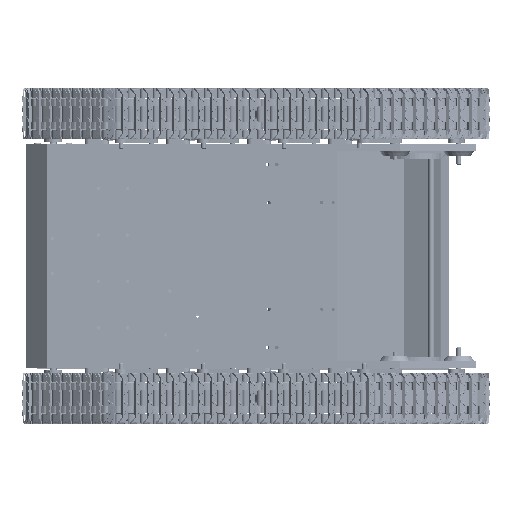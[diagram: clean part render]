
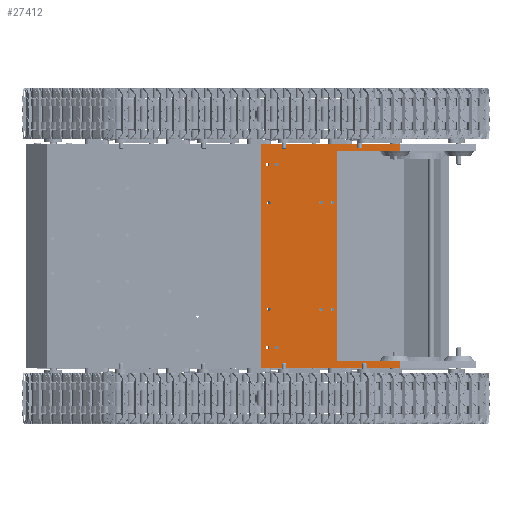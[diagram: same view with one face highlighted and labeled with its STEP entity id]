
A CAD part, front view. The second image highlights one B-rep face of the part: STEP entity #27412.
In plain terms, the highlighted planar face has unit normal (0, -1, 0).
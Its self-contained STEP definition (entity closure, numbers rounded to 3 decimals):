
#2183=FACE_BOUND('',#5809,.T.);
#2184=FACE_BOUND('',#5810,.T.);
#2185=FACE_BOUND('',#5811,.T.);
#2186=FACE_BOUND('',#5812,.T.);
#2187=FACE_BOUND('',#5813,.T.);
#2188=FACE_BOUND('',#5814,.T.);
#2189=FACE_BOUND('',#5815,.T.);
#2190=FACE_BOUND('',#5816,.T.);
#2191=FACE_BOUND('',#5817,.T.);
#2192=FACE_BOUND('',#5818,.T.);
#2988=PLANE('',#30277);
#4097=FACE_OUTER_BOUND('',#5808,.T.);
#5808=EDGE_LOOP('',(#22325,#22326,#22327,#22328,#22329,#22330,#22331,#22332));
#5809=EDGE_LOOP('',(#22333));
#5810=EDGE_LOOP('',(#22334));
#5811=EDGE_LOOP('',(#22335));
#5812=EDGE_LOOP('',(#22336));
#5813=EDGE_LOOP('',(#22337));
#5814=EDGE_LOOP('',(#22338));
#5815=EDGE_LOOP('',(#22339));
#5816=EDGE_LOOP('',(#22340));
#5817=EDGE_LOOP('',(#22341));
#5818=EDGE_LOOP('',(#22342));
#8057=LINE('',#46480,#10150);
#8058=LINE('',#46482,#10151);
#8059=LINE('',#46484,#10152);
#8060=LINE('',#46486,#10153);
#8061=LINE('',#46488,#10154);
#8062=LINE('',#46490,#10155);
#8063=LINE('',#46492,#10156);
#8064=LINE('',#46493,#10157);
#10150=VECTOR('',#36354,1000.);
#10151=VECTOR('',#36355,1000.);
#10152=VECTOR('',#36356,1000.);
#10153=VECTOR('',#36357,1000.);
#10154=VECTOR('',#36358,1000.);
#10155=VECTOR('',#36359,1000.);
#10156=VECTOR('',#36360,1000.);
#10157=VECTOR('',#36361,1000.);
#11770=CIRCLE('',#30126,1.55);
#11772=CIRCLE('',#30129,1.55);
#11774=CIRCLE('',#30132,1.55);
#11776=CIRCLE('',#30135,1.55);
#11778=CIRCLE('',#30138,1.55);
#11780=CIRCLE('',#30141,1.55);
#11782=CIRCLE('',#30144,1.55);
#11784=CIRCLE('',#30147,1.55);
#11786=CIRCLE('',#30150,1.55);
#11788=CIRCLE('',#30153,1.55);
#13742=VERTEX_POINT('',#46166);
#13744=VERTEX_POINT('',#46172);
#13746=VERTEX_POINT('',#46178);
#13748=VERTEX_POINT('',#46184);
#13750=VERTEX_POINT('',#46190);
#13752=VERTEX_POINT('',#46196);
#13754=VERTEX_POINT('',#46202);
#13756=VERTEX_POINT('',#46208);
#13758=VERTEX_POINT('',#46214);
#13760=VERTEX_POINT('',#46220);
#13846=VERTEX_POINT('',#46478);
#13847=VERTEX_POINT('',#46479);
#13848=VERTEX_POINT('',#46481);
#13849=VERTEX_POINT('',#46483);
#13850=VERTEX_POINT('',#46485);
#13851=VERTEX_POINT('',#46487);
#13852=VERTEX_POINT('',#46489);
#13853=VERTEX_POINT('',#46491);
#16707=EDGE_CURVE('',#13742,#13742,#11770,.T.);
#16710=EDGE_CURVE('',#13744,#13744,#11772,.T.);
#16713=EDGE_CURVE('',#13746,#13746,#11774,.T.);
#16716=EDGE_CURVE('',#13748,#13748,#11776,.T.);
#16719=EDGE_CURVE('',#13750,#13750,#11778,.T.);
#16722=EDGE_CURVE('',#13752,#13752,#11780,.T.);
#16725=EDGE_CURVE('',#13754,#13754,#11782,.T.);
#16728=EDGE_CURVE('',#13756,#13756,#11784,.T.);
#16731=EDGE_CURVE('',#13758,#13758,#11786,.T.);
#16734=EDGE_CURVE('',#13760,#13760,#11788,.T.);
#16861=EDGE_CURVE('',#13846,#13847,#8057,.T.);
#16862=EDGE_CURVE('',#13847,#13848,#8058,.T.);
#16863=EDGE_CURVE('',#13848,#13849,#8059,.T.);
#16864=EDGE_CURVE('',#13850,#13849,#8060,.T.);
#16865=EDGE_CURVE('',#13850,#13851,#8061,.T.);
#16866=EDGE_CURVE('',#13851,#13852,#8062,.T.);
#16867=EDGE_CURVE('',#13852,#13853,#8063,.T.);
#16868=EDGE_CURVE('',#13853,#13846,#8064,.T.);
#22325=ORIENTED_EDGE('',*,*,#16861,.T.);
#22326=ORIENTED_EDGE('',*,*,#16862,.T.);
#22327=ORIENTED_EDGE('',*,*,#16863,.T.);
#22328=ORIENTED_EDGE('',*,*,#16864,.F.);
#22329=ORIENTED_EDGE('',*,*,#16865,.T.);
#22330=ORIENTED_EDGE('',*,*,#16866,.T.);
#22331=ORIENTED_EDGE('',*,*,#16867,.T.);
#22332=ORIENTED_EDGE('',*,*,#16868,.T.);
#22333=ORIENTED_EDGE('',*,*,#16707,.T.);
#22334=ORIENTED_EDGE('',*,*,#16710,.T.);
#22335=ORIENTED_EDGE('',*,*,#16713,.T.);
#22336=ORIENTED_EDGE('',*,*,#16716,.T.);
#22337=ORIENTED_EDGE('',*,*,#16719,.T.);
#22338=ORIENTED_EDGE('',*,*,#16722,.T.);
#22339=ORIENTED_EDGE('',*,*,#16725,.T.);
#22340=ORIENTED_EDGE('',*,*,#16728,.T.);
#22341=ORIENTED_EDGE('',*,*,#16731,.T.);
#22342=ORIENTED_EDGE('',*,*,#16734,.T.);
#27412=ADVANCED_FACE('',(#4097,#2183,#2184,#2185,#2186,#2187,#2188,#2189,
#2190,#2191,#2192),#2988,.T.);
#30126=AXIS2_PLACEMENT_3D('',#46167,#36000,#36001);
#30129=AXIS2_PLACEMENT_3D('',#46173,#36007,#36008);
#30132=AXIS2_PLACEMENT_3D('',#46179,#36014,#36015);
#30135=AXIS2_PLACEMENT_3D('',#46185,#36021,#36022);
#30138=AXIS2_PLACEMENT_3D('',#46191,#36028,#36029);
#30141=AXIS2_PLACEMENT_3D('',#46197,#36035,#36036);
#30144=AXIS2_PLACEMENT_3D('',#46203,#36042,#36043);
#30147=AXIS2_PLACEMENT_3D('',#46209,#36049,#36050);
#30150=AXIS2_PLACEMENT_3D('',#46215,#36056,#36057);
#30153=AXIS2_PLACEMENT_3D('',#46221,#36063,#36064);
#30277=AXIS2_PLACEMENT_3D('',#46477,#36352,#36353);
#36000=DIRECTION('center_axis',(0.,1.,0.));
#36001=DIRECTION('ref_axis',(0.,0.,-1.));
#36007=DIRECTION('center_axis',(0.,1.,0.));
#36008=DIRECTION('ref_axis',(0.,0.,-1.));
#36014=DIRECTION('center_axis',(0.,1.,0.));
#36015=DIRECTION('ref_axis',(0.,0.,-1.));
#36021=DIRECTION('center_axis',(0.,1.,0.));
#36022=DIRECTION('ref_axis',(0.,0.,1.));
#36028=DIRECTION('center_axis',(0.,1.,0.));
#36029=DIRECTION('ref_axis',(0.,0.,1.));
#36035=DIRECTION('center_axis',(0.,1.,0.));
#36036=DIRECTION('ref_axis',(0.,0.,1.));
#36042=DIRECTION('center_axis',(0.,1.,0.));
#36043=DIRECTION('ref_axis',(0.,0.,-1.));
#36049=DIRECTION('center_axis',(0.,1.,0.));
#36050=DIRECTION('ref_axis',(0.,0.,-1.));
#36056=DIRECTION('center_axis',(0.,1.,0.));
#36057=DIRECTION('ref_axis',(0.,0.,1.));
#36063=DIRECTION('center_axis',(0.,1.,0.));
#36064=DIRECTION('ref_axis',(0.,0.,1.));
#36352=DIRECTION('center_axis',(0.,-1.,0.));
#36353=DIRECTION('ref_axis',(0.,0.,-1.));
#36354=DIRECTION('',(0.,0.,1.));
#36355=DIRECTION('',(1.,0.,0.));
#36356=DIRECTION('',(0.,0.,1.));
#36357=DIRECTION('',(1.,0.,0.));
#36358=DIRECTION('',(0.,0.,-1.));
#36359=DIRECTION('',(1.,0.,0.));
#36360=DIRECTION('',(0.,0.,1.));
#36361=DIRECTION('',(-1.,0.,0.));
#46166=CARTESIAN_POINT('',(-53.657,-17.,-46.55));
#46167=CARTESIAN_POINT('Origin',(-53.657,-17.,-45.));
#46172=CARTESIAN_POINT('',(-108.657,-17.,-46.55));
#46173=CARTESIAN_POINT('Origin',(-108.657,-17.,-45.));
#46178=CARTESIAN_POINT('',(-63.657,-17.,-46.55));
#46179=CARTESIAN_POINT('Origin',(-63.657,-17.,-45.));
#46184=CARTESIAN_POINT('',(-63.657,-17.,-138.55));
#46185=CARTESIAN_POINT('Origin',(-63.657,-17.,-137.));
#46190=CARTESIAN_POINT('',(-108.657,-17.,-138.55));
#46191=CARTESIAN_POINT('Origin',(-108.657,-17.,-137.));
#46196=CARTESIAN_POINT('',(-53.657,-17.,-138.55));
#46197=CARTESIAN_POINT('Origin',(-53.657,-17.,-137.));
#46202=CARTESIAN_POINT('',(-102.,-17.,-13.55));
#46203=CARTESIAN_POINT('Origin',(-102.,-17.,-12.));
#46208=CARTESIAN_POINT('',(-110.,-17.,-13.55));
#46209=CARTESIAN_POINT('Origin',(-110.,-17.,-12.));
#46214=CARTESIAN_POINT('',(-110.,-17.,-171.55));
#46215=CARTESIAN_POINT('Origin',(-110.,-17.,-170.));
#46220=CARTESIAN_POINT('',(-102.,-17.,-171.55));
#46221=CARTESIAN_POINT('Origin',(-102.,-17.,-170.));
#46477=CARTESIAN_POINT('Origin',(-316.,-17.,-188.));
#46478=CARTESIAN_POINT('',(-50.,-17.,-182.));
#46479=CARTESIAN_POINT('',(-50.,-17.,0.));
#46480=CARTESIAN_POINT('',(-50.,-17.,-190.485));
#46481=CARTESIAN_POINT('',(4.,-17.,0.));
#46482=CARTESIAN_POINT('',(-44.,-17.,0.));
#46483=CARTESIAN_POINT('',(4.,-17.,6.));
#46484=CARTESIAN_POINT('',(4.,-17.,-188.));
#46485=CARTESIAN_POINT('',(-116.,-17.,6.));
#46486=CARTESIAN_POINT('',(-316.,-17.,6.));
#46487=CARTESIAN_POINT('',(-116.,-17.,-188.));
#46488=CARTESIAN_POINT('',(-116.,-17.,-188.));
#46489=CARTESIAN_POINT('',(4.,-17.,-188.));
#46490=CARTESIAN_POINT('',(-316.,-17.,-188.));
#46491=CARTESIAN_POINT('',(4.,-17.,-182.));
#46492=CARTESIAN_POINT('',(4.,-17.,-188.));
#46493=CARTESIAN_POINT('',(18.711,-17.,-182.));
